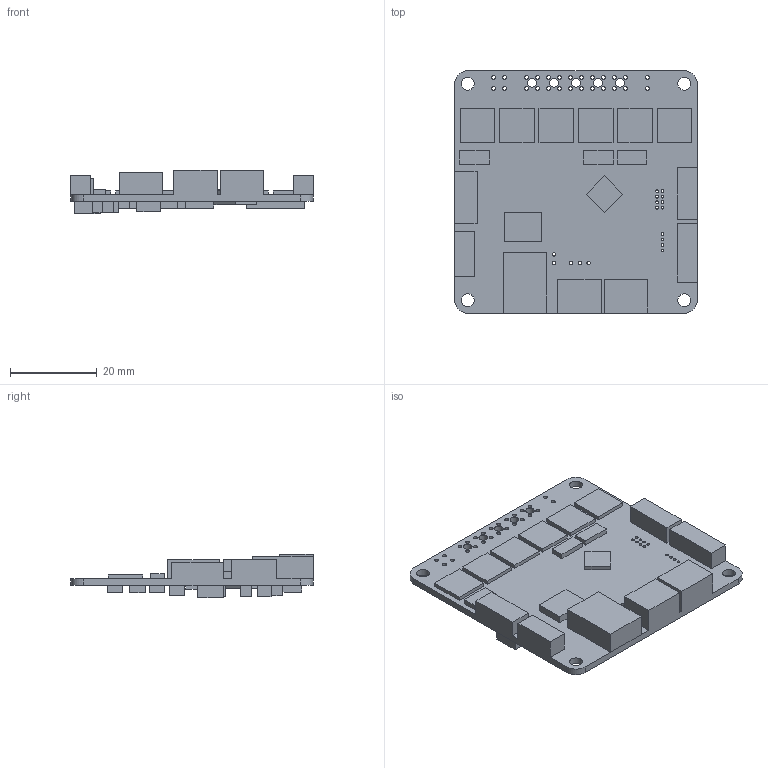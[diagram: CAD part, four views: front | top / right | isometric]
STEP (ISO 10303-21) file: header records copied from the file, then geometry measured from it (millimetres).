
FILE_DESCRIPTION(/* description */ (''),/* implementation_level */ '2;1');
FILE_NAME(/* name */ '20250427-moteus-x1-r1.step',/* time_stamp */ '2025-04-27T13:13:06-04:00',/* author */ (''),/* organization */ (''),/* preprocessor_version */ 'ST-DEVELOPER v20.1',/* originating_system */ 'Autodesk Translation Framework v14.4.0.0',/* authorisation */ '');
FILE_SCHEMA (('AUTOMOTIVE_DESIGN { 1 0 10303 214 3 1 1 }'));
Length unit declared in the file: millimetre
Products named in the file (1): moteus-x1
Bounding box: 56 x 56 x 9.95 mm (x, y, z)
Volume: 8712.2 mm3; surface area: 8924.2 mm2
Topology: 1 solids, 1 shells, 216 faces, 565 edges, 376 vertices
Faces by surface type: plane 160, cylinder 56
Full cylindrical faces by diameter (mm): 0.65 x12, 0.8 x5, 0.9 x26, 2 x5, 3 x4
Entity records: 6846 total; most frequent: CARTESIAN_POINT 1158, ORIENTED_EDGE 1130, DIRECTION 1111, EDGE_CURVE 565, LINE 453, VECTOR 453, VERTEX_POINT 376, EDGE_LOOP 345
